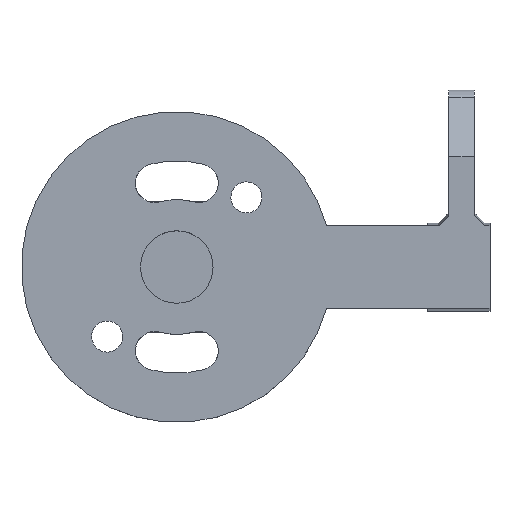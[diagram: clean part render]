
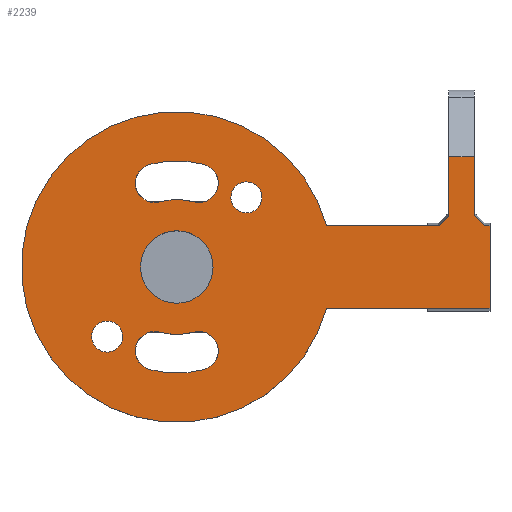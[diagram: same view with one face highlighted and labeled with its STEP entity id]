
A CAD part, top view. The second image highlights one B-rep face of the part: STEP entity #2239.
In plain terms, the highlighted planar face has unit normal (0, 0, 1).
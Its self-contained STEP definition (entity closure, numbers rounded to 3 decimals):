
#427=CARTESIAN_POINT('Vertex',(-94.771,4.,0.)) ;
#430=CARTESIAN_POINT('Line Origine',(-94.771,0.,0.)) ;
#434=CARTESIAN_POINT('Vertex',(-94.771,-4.,0.)) ;
#472=CARTESIAN_POINT('Line Origine',(-95.021,4.,0.)) ;
#476=CARTESIAN_POINT('Vertex',(-95.271,4.,0.)) ;
#503=CARTESIAN_POINT('Line Origine',(-95.771,4.5,0.)) ;
#507=CARTESIAN_POINT('Vertex',(-96.271,5.,0.)) ;
#532=CARTESIAN_POINT('Vertex',(-98.771,4.874,0.)) ;
#537=CARTESIAN_POINT('Line Origine',(-98.771,7.755,0.)) ;
#541=CARTESIAN_POINT('Vertex',(-98.771,10.636,0.)) ;
#630=CARTESIAN_POINT('Vertex',(-99.644,4.,0.)) ;
#634=CARTESIAN_POINT('Control Point',(-98.771,4.874,0.)) ;
#635=CARTESIAN_POINT('Control Point',(-99.644,4.,0.)) ;
#658=CARTESIAN_POINT('Vertex',(-110.543,4.,0.)) ;
#661=CARTESIAN_POINT('Line Origine',(-105.093,4.,0.)) ;
#719=CARTESIAN_POINT('Vertex',(-110.543,-4.,0.)) ;
#722=CARTESIAN_POINT('Axis2P3D Location',(-125.,0.,0.)) ;
#1705=CARTESIAN_POINT('Vertex',(-118.308,5.218,0.)) ;
#1708=CARTESIAN_POINT('Axis2P3D Location',(-118.282,6.718,0.)) ;
#1712=CARTESIAN_POINT('Vertex',(-118.257,8.217,0.)) ;
#1727=CARTESIAN_POINT('Axis2P3D Location',(-118.282,6.718,0.)) ;
#1748=CARTESIAN_POINT('Vertex',(-122.395,9.913,0.)) ;
#1751=CARTESIAN_POINT('Axis2P3D Location',(-125.,0.,0.)) ;
#1755=CARTESIAN_POINT('Vertex',(-127.605,9.913,0.)) ;
#1775=CARTESIAN_POINT('Axis2P3D Location',(-127.129,8.1,0.)) ;
#1779=CARTESIAN_POINT('Vertex',(-126.652,6.287,0.)) ;
#1800=CARTESIAN_POINT('Axis2P3D Location',(-125.,0.,0.)) ;
#1804=CARTESIAN_POINT('Vertex',(-123.348,6.287,0.)) ;
#1826=CARTESIAN_POINT('Axis2P3D Location',(-122.871,8.1,0.)) ;
#1848=CARTESIAN_POINT('Vertex',(-131.755,-8.217,0.)) ;
#1851=CARTESIAN_POINT('Axis2P3D Location',(-131.718,-6.718,0.)) ;
#1855=CARTESIAN_POINT('Vertex',(-131.68,-5.218,0.)) ;
#1870=CARTESIAN_POINT('Axis2P3D Location',(-131.718,-6.718,0.)) ;
#1891=CARTESIAN_POINT('Vertex',(-122.395,-9.913,0.)) ;
#1894=CARTESIAN_POINT('Axis2P3D Location',(-122.871,-8.1,0.)) ;
#1898=CARTESIAN_POINT('Vertex',(-123.348,-6.287,0.)) ;
#1919=CARTESIAN_POINT('Axis2P3D Location',(-125.,0.,0.)) ;
#1923=CARTESIAN_POINT('Vertex',(-126.652,-6.287,0.)) ;
#1945=CARTESIAN_POINT('Axis2P3D Location',(-127.129,-8.1,0.)) ;
#1949=CARTESIAN_POINT('Vertex',(-127.605,-9.913,0.)) ;
#1970=CARTESIAN_POINT('Axis2P3D Location',(-125.,0.,0.)) ;
#1987=CARTESIAN_POINT('Line Origine',(-97.521,10.636,0.)) ;
#1991=CARTESIAN_POINT('Vertex',(-96.271,10.636,0.)) ;
#2011=CARTESIAN_POINT('Line Origine',(-96.271,7.818,0.)) ;
#2066=CARTESIAN_POINT('Line Origine',(-102.657,-4.,0.)) ;
#2184=CARTESIAN_POINT('Axis2P3D Location',(0.,0.,0.)) ;
#2221=CARTESIAN_POINT('Axis2P3D Location',(-125.,0.,0.)) ;
#2225=CARTESIAN_POINT('Vertex',(-121.5,0.,0.)) ;
#2227=CARTESIAN_POINT('Vertex',(-128.5,0.,0.)) ;
#2230=CARTESIAN_POINT('Axis2P3D Location',(-125.,0.,0.)) ;
#431=DIRECTION('Vector Direction',(0.,-1.,0.)) ;
#473=DIRECTION('Vector Direction',(1.,0.,0.)) ;
#504=DIRECTION('Vector Direction',(-0.707,0.707,0.)) ;
#538=DIRECTION('Vector Direction',(0.,1.,0.)) ;
#662=DIRECTION('Vector Direction',(1.,0.,0.)) ;
#723=DIRECTION('Axis2P3D Direction',(0.,0.,1.)) ;
#1709=DIRECTION('Axis2P3D Direction',(0.,0.,1.)) ;
#1728=DIRECTION('Axis2P3D Direction',(0.,0.,1.)) ;
#1752=DIRECTION('Axis2P3D Direction',(0.,0.,1.)) ;
#1776=DIRECTION('Axis2P3D Direction',(0.,0.,1.)) ;
#1801=DIRECTION('Axis2P3D Direction',(0.,0.,1.)) ;
#1827=DIRECTION('Axis2P3D Direction',(0.,0.,1.)) ;
#1852=DIRECTION('Axis2P3D Direction',(0.,0.,1.)) ;
#1871=DIRECTION('Axis2P3D Direction',(0.,0.,1.)) ;
#1895=DIRECTION('Axis2P3D Direction',(0.,0.,1.)) ;
#1920=DIRECTION('Axis2P3D Direction',(0.,0.,1.)) ;
#1946=DIRECTION('Axis2P3D Direction',(0.,0.,1.)) ;
#1971=DIRECTION('Axis2P3D Direction',(0.,0.,1.)) ;
#1988=DIRECTION('Vector Direction',(1.,0.,0.)) ;
#2012=DIRECTION('Vector Direction',(0.,1.,0.)) ;
#2067=DIRECTION('Vector Direction',(1.,0.,0.)) ;
#2185=DIRECTION('Axis2P3D Direction',(0.,0.,1.)) ;
#2186=DIRECTION('Axis2P3D XDirection',(1.,0.,0.)) ;
#2222=DIRECTION('Axis2P3D Direction',(0.,0.,1.)) ;
#2231=DIRECTION('Axis2P3D Direction',(0.,0.,1.)) ;
#724=AXIS2_PLACEMENT_3D('Circle Axis2P3D',#722,#723,$) ;
#1710=AXIS2_PLACEMENT_3D('Circle Axis2P3D',#1708,#1709,$) ;
#1729=AXIS2_PLACEMENT_3D('Circle Axis2P3D',#1727,#1728,$) ;
#1753=AXIS2_PLACEMENT_3D('Circle Axis2P3D',#1751,#1752,$) ;
#1777=AXIS2_PLACEMENT_3D('Circle Axis2P3D',#1775,#1776,$) ;
#1802=AXIS2_PLACEMENT_3D('Circle Axis2P3D',#1800,#1801,$) ;
#1828=AXIS2_PLACEMENT_3D('Circle Axis2P3D',#1826,#1827,$) ;
#1853=AXIS2_PLACEMENT_3D('Circle Axis2P3D',#1851,#1852,$) ;
#1872=AXIS2_PLACEMENT_3D('Circle Axis2P3D',#1870,#1871,$) ;
#1896=AXIS2_PLACEMENT_3D('Circle Axis2P3D',#1894,#1895,$) ;
#1921=AXIS2_PLACEMENT_3D('Circle Axis2P3D',#1919,#1920,$) ;
#1947=AXIS2_PLACEMENT_3D('Circle Axis2P3D',#1945,#1946,$) ;
#1972=AXIS2_PLACEMENT_3D('Circle Axis2P3D',#1970,#1971,$) ;
#2187=AXIS2_PLACEMENT_3D('Plane Axis2P3D',#2184,#2185,#2186) ;
#2223=AXIS2_PLACEMENT_3D('Circle Axis2P3D',#2221,#2222,$) ;
#2232=AXIS2_PLACEMENT_3D('Circle Axis2P3D',#2230,#2231,$) ;
#2190=ORIENTED_EDGE('',*,*,#2015,.F.) ;
#2191=ORIENTED_EDGE('',*,*,#1993,.F.) ;
#2192=ORIENTED_EDGE('',*,*,#543,.T.) ;
#2193=ORIENTED_EDGE('',*,*,#636,.T.) ;
#2194=ORIENTED_EDGE('',*,*,#665,.T.) ;
#2195=ORIENTED_EDGE('',*,*,#726,.T.) ;
#2196=ORIENTED_EDGE('',*,*,#2070,.T.) ;
#2197=ORIENTED_EDGE('',*,*,#436,.F.) ;
#2198=ORIENTED_EDGE('',*,*,#478,.T.) ;
#2199=ORIENTED_EDGE('',*,*,#509,.T.) ;
#2202=ORIENTED_EDGE('',*,*,#1974,.F.) ;
#2203=ORIENTED_EDGE('',*,*,#1951,.F.) ;
#2204=ORIENTED_EDGE('',*,*,#1925,.F.) ;
#2205=ORIENTED_EDGE('',*,*,#1900,.F.) ;
#2208=ORIENTED_EDGE('',*,*,#1874,.F.) ;
#2209=ORIENTED_EDGE('',*,*,#1857,.F.) ;
#2212=ORIENTED_EDGE('',*,*,#1830,.F.) ;
#2213=ORIENTED_EDGE('',*,*,#1806,.F.) ;
#2214=ORIENTED_EDGE('',*,*,#1781,.F.) ;
#2215=ORIENTED_EDGE('',*,*,#1757,.F.) ;
#2218=ORIENTED_EDGE('',*,*,#1731,.F.) ;
#2219=ORIENTED_EDGE('',*,*,#1714,.F.) ;
#2236=ORIENTED_EDGE('',*,*,#2229,.F.) ;
#2237=ORIENTED_EDGE('',*,*,#2234,.F.) ;
#2206=FACE_BOUND('',#2201,.T.) ;
#2210=FACE_BOUND('',#2207,.T.) ;
#2216=FACE_BOUND('',#2211,.T.) ;
#2220=FACE_BOUND('',#2217,.T.) ;
#2238=FACE_BOUND('',#2235,.T.) ;
#432=VECTOR('Line Direction',#431,1.) ;
#474=VECTOR('Line Direction',#473,1.) ;
#505=VECTOR('Line Direction',#504,1.) ;
#539=VECTOR('Line Direction',#538,1.) ;
#663=VECTOR('Line Direction',#662,1.) ;
#1989=VECTOR('Line Direction',#1988,1.) ;
#2013=VECTOR('Line Direction',#2012,1.) ;
#2068=VECTOR('Line Direction',#2067,1.) ;
#2239=ADVANCED_FACE('PartBody',(#2200,#2206,#2210,#2216,#2220,#2238),#2188,.T.) ;
#633=B_SPLINE_CURVE_WITH_KNOTS('',1,(#634,#635),.UNSPECIFIED.,.F.,.U.,(2,2),(-0.708,0.527),.UNSPECIFIED.) ;
#725=CIRCLE('generated circle',#724,15.) ;
#1711=CIRCLE('generated circle',#1710,1.5) ;
#1730=CIRCLE('generated circle',#1729,1.5) ;
#1754=CIRCLE('generated circle',#1753,10.25) ;
#1778=CIRCLE('generated circle',#1777,1.875) ;
#1803=CIRCLE('generated circle',#1802,6.5) ;
#1829=CIRCLE('generated circle',#1828,1.875) ;
#1854=CIRCLE('generated circle',#1853,1.5) ;
#1873=CIRCLE('generated circle',#1872,1.5) ;
#1897=CIRCLE('generated circle',#1896,1.875) ;
#1922=CIRCLE('generated circle',#1921,6.5) ;
#1948=CIRCLE('generated circle',#1947,1.875) ;
#1973=CIRCLE('generated circle',#1972,10.25) ;
#2224=CIRCLE('generated circle',#2223,3.5) ;
#2233=CIRCLE('generated circle',#2232,3.5) ;
#436=EDGE_CURVE('',#428,#435,#433,.T.) ;
#478=EDGE_CURVE('',#428,#477,#475,.F.) ;
#509=EDGE_CURVE('',#477,#508,#506,.T.) ;
#543=EDGE_CURVE('',#542,#533,#540,.F.) ;
#636=EDGE_CURVE('',#533,#631,#633,.T.) ;
#665=EDGE_CURVE('',#631,#659,#664,.F.) ;
#726=EDGE_CURVE('',#659,#720,#725,.T.) ;
#1714=EDGE_CURVE('',#1706,#1713,#1711,.T.) ;
#1731=EDGE_CURVE('',#1713,#1706,#1730,.T.) ;
#1757=EDGE_CURVE('',#1749,#1756,#1754,.T.) ;
#1781=EDGE_CURVE('',#1756,#1780,#1778,.T.) ;
#1806=EDGE_CURVE('',#1780,#1805,#1803,.F.) ;
#1830=EDGE_CURVE('',#1805,#1749,#1829,.T.) ;
#1857=EDGE_CURVE('',#1849,#1856,#1854,.T.) ;
#1874=EDGE_CURVE('',#1856,#1849,#1873,.T.) ;
#1900=EDGE_CURVE('',#1892,#1899,#1897,.T.) ;
#1925=EDGE_CURVE('',#1899,#1924,#1922,.F.) ;
#1951=EDGE_CURVE('',#1924,#1950,#1948,.T.) ;
#1974=EDGE_CURVE('',#1950,#1892,#1973,.T.) ;
#1993=EDGE_CURVE('',#542,#1992,#1990,.T.) ;
#2015=EDGE_CURVE('',#1992,#508,#2014,.F.) ;
#2070=EDGE_CURVE('',#720,#435,#2069,.T.) ;
#2229=EDGE_CURVE('',#2226,#2228,#2224,.T.) ;
#2234=EDGE_CURVE('',#2228,#2226,#2233,.T.) ;
#2189=EDGE_LOOP('',(#2190,#2191,#2192,#2193,#2194,#2195,#2196,#2197,#2198,#2199)) ;
#2201=EDGE_LOOP('',(#2202,#2203,#2204,#2205)) ;
#2207=EDGE_LOOP('',(#2208,#2209)) ;
#2211=EDGE_LOOP('',(#2212,#2213,#2214,#2215)) ;
#2217=EDGE_LOOP('',(#2218,#2219)) ;
#2235=EDGE_LOOP('',(#2236,#2237)) ;
#2200=FACE_OUTER_BOUND('',#2189,.T.) ;
#433=LINE('Line',#430,#432) ;
#475=LINE('Line',#472,#474) ;
#506=LINE('Line',#503,#505) ;
#540=LINE('Line',#537,#539) ;
#664=LINE('Line',#661,#663) ;
#1990=LINE('Line',#1987,#1989) ;
#2014=LINE('Line',#2011,#2013) ;
#2069=LINE('Line',#2066,#2068) ;
#2188=PLANE('Plane',#2187) ;
#428=VERTEX_POINT('',#427) ;
#435=VERTEX_POINT('',#434) ;
#477=VERTEX_POINT('',#476) ;
#508=VERTEX_POINT('',#507) ;
#533=VERTEX_POINT('',#532) ;
#542=VERTEX_POINT('',#541) ;
#631=VERTEX_POINT('',#630) ;
#659=VERTEX_POINT('',#658) ;
#720=VERTEX_POINT('',#719) ;
#1706=VERTEX_POINT('',#1705) ;
#1713=VERTEX_POINT('',#1712) ;
#1749=VERTEX_POINT('',#1748) ;
#1756=VERTEX_POINT('',#1755) ;
#1780=VERTEX_POINT('',#1779) ;
#1805=VERTEX_POINT('',#1804) ;
#1849=VERTEX_POINT('',#1848) ;
#1856=VERTEX_POINT('',#1855) ;
#1892=VERTEX_POINT('',#1891) ;
#1899=VERTEX_POINT('',#1898) ;
#1924=VERTEX_POINT('',#1923) ;
#1950=VERTEX_POINT('',#1949) ;
#1992=VERTEX_POINT('',#1991) ;
#2226=VERTEX_POINT('',#2225) ;
#2228=VERTEX_POINT('',#2227) ;
